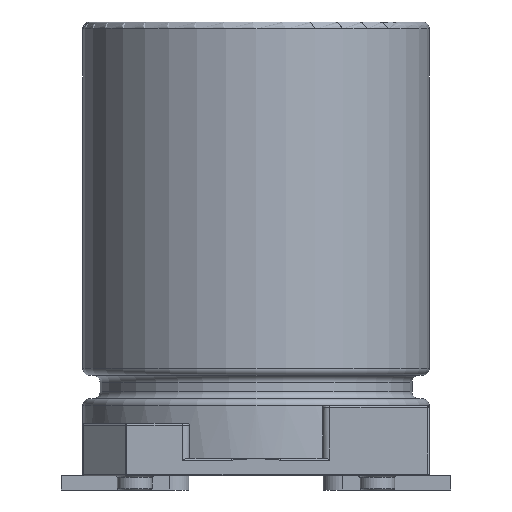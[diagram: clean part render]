
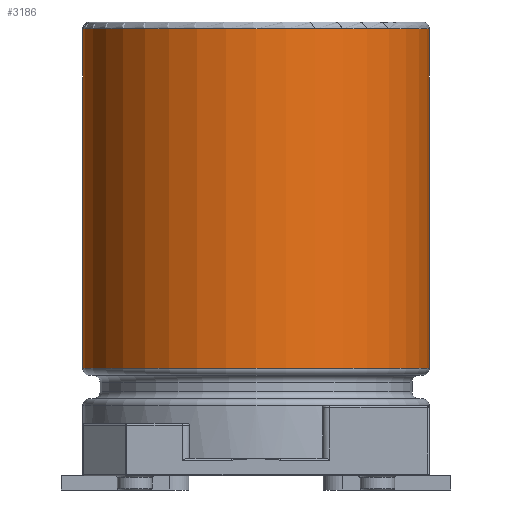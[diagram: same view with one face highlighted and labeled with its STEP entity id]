
A CAD part, front view. The second image highlights one B-rep face of the part: STEP entity #3186.
In plain terms, the highlighted cylindrical face has radius 4 mm (diameter 8 mm), a full revolution.
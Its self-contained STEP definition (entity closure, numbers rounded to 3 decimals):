
#329=CYLINDRICAL_SURFACE('',#3479,4.);
#462=FACE_OUTER_BOUND('',#619,.T.);
#619=EDGE_LOOP('',(#2884,#2885,#2886,#2887,#2888,#2889));
#766=LINE('',#6285,#904);
#904=VECTOR('',#4165,4.);
#1058=CIRCLE('',#3477,4.);
#1059=CIRCLE('',#3478,4.);
#1060=CIRCLE('',#3480,4.);
#1061=CIRCLE('',#3481,4.);
#1448=VERTEX_POINT('',#6278);
#1449=VERTEX_POINT('',#6280);
#1450=VERTEX_POINT('',#6284);
#1451=VERTEX_POINT('',#6286);
#1941=EDGE_CURVE('',#1448,#1449,#1058,.T.);
#1942=EDGE_CURVE('',#1449,#1448,#1059,.T.);
#1943=EDGE_CURVE('',#1449,#1450,#766,.T.);
#1944=EDGE_CURVE('',#1451,#1450,#1060,.T.);
#1945=EDGE_CURVE('',#1450,#1451,#1061,.T.);
#2884=ORIENTED_EDGE('',*,*,#1942,.F.);
#2885=ORIENTED_EDGE('',*,*,#1943,.T.);
#2886=ORIENTED_EDGE('',*,*,#1944,.F.);
#2887=ORIENTED_EDGE('',*,*,#1945,.F.);
#2888=ORIENTED_EDGE('',*,*,#1943,.F.);
#2889=ORIENTED_EDGE('',*,*,#1941,.F.);
#3186=ADVANCED_FACE('',(#462),#329,.T.);
#3477=AXIS2_PLACEMENT_3D('',#6281,#4159,#4160);
#3478=AXIS2_PLACEMENT_3D('',#6282,#4161,#4162);
#3479=AXIS2_PLACEMENT_3D('',#6283,#4163,#4164);
#3480=AXIS2_PLACEMENT_3D('',#6287,#4166,#4167);
#3481=AXIS2_PLACEMENT_3D('',#6288,#4168,#4169);
#4159=DIRECTION('center_axis',(0.,0.,1.));
#4160=DIRECTION('ref_axis',(0.,1.,0.));
#4161=DIRECTION('center_axis',(0.,0.,1.));
#4162=DIRECTION('ref_axis',(0.,1.,0.));
#4163=DIRECTION('center_axis',(0.,0.,1.));
#4164=DIRECTION('ref_axis',(0.,1.,0.));
#4165=DIRECTION('',(0.,0.,-1.));
#4166=DIRECTION('center_axis',(0.,0.,-1.));
#4167=DIRECTION('ref_axis',(0.,-1.,0.));
#4168=DIRECTION('center_axis',(0.,0.,-1.));
#4169=DIRECTION('ref_axis',(0.,-1.,0.));
#6278=CARTESIAN_POINT('',(0.,4.,10.64));
#6280=CARTESIAN_POINT('',(0.,-4.,10.64));
#6281=CARTESIAN_POINT('Origin',(0.,0.,10.64));
#6282=CARTESIAN_POINT('Origin',(0.,0.,10.64));
#6283=CARTESIAN_POINT('Origin',(0.,0.,0.729));
#6284=CARTESIAN_POINT('',(0.,-4.,2.806));
#6285=CARTESIAN_POINT('',(0.,-4.,0.729));
#6286=CARTESIAN_POINT('',(0.,4.,2.806));
#6287=CARTESIAN_POINT('Origin',(0.,0.,2.806));
#6288=CARTESIAN_POINT('Origin',(0.,0.,2.806));
